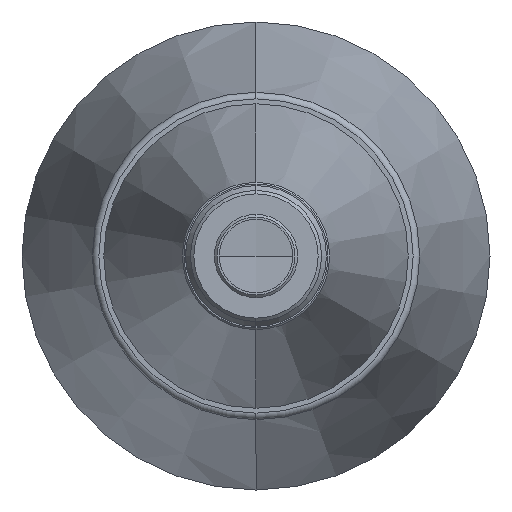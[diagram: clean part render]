
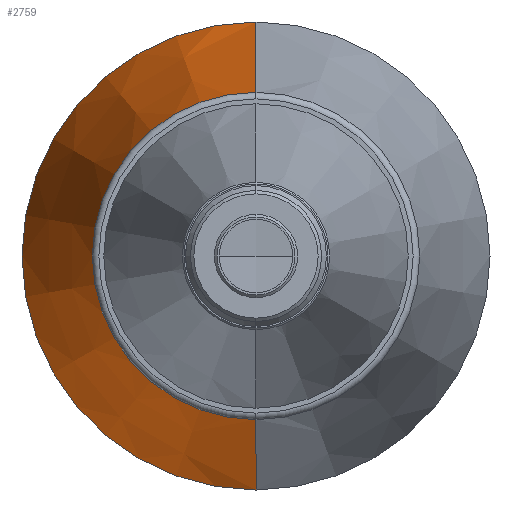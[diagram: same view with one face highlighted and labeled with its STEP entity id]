
A CAD part, left-side view. The second image highlights one B-rep face of the part: STEP entity #2759.
In plain terms, the highlighted conical face has half-angle 13.358 degrees and reference radius 50 mm.
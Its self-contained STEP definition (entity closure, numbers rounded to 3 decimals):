
#7 = AXIS2_PLACEMENT_3D ( 'NONE', #2943, #1372, #4506 ) ;
#73 = VERTEX_POINT ( 'NONE', #4830 ) ;
#167 = CARTESIAN_POINT ( 'NONE',  ( 194.375, 0., -50. ) ) ;
#280 = DIRECTION ( 'NONE',  ( 0., 0., 1. ) ) ;
#406 = ORIENTED_EDGE ( 'NONE', *, *, #2190, .T. ) ;
#644 = VECTOR ( 'NONE', #4831, 1000. ) ;
#681 = EDGE_CURVE ( 'NONE', #73, #1784, #2713, .T. ) ;
#735 = ORIENTED_EDGE ( 'NONE', *, *, #3598, .F. ) ;
#1155 = CARTESIAN_POINT ( 'NONE',  ( 194.375, 0., 50. ) ) ;
#1344 = EDGE_CURVE ( 'NONE', #3047, #1784, #2931, .T. ) ;
#1372 = DIRECTION ( 'NONE',  ( 1., 0., 0. ) ) ;
#1784 = VERTEX_POINT ( 'NONE', #1801 ) ;
#1801 = CARTESIAN_POINT ( 'NONE',  ( 284.915, 0., -71.5 ) ) ;
#1890 = DIRECTION ( 'NONE',  ( 0.973, 0., 0.231 ) ) ;
#1996 = CARTESIAN_POINT ( 'NONE',  ( 194.375, 0., 0. ) ) ;
#2070 = ORIENTED_EDGE ( 'NONE', *, *, #681, .F. ) ;
#2128 = ORIENTED_EDGE ( 'NONE', *, *, #1344, .T. ) ;
#2182 = LINE ( 'NONE', #4606, #3218 ) ;
#2190 = EDGE_CURVE ( 'NONE', #2496, #3047, #2182, .T. ) ;
#2379 = DIRECTION ( 'NONE',  ( 0., 0., 1. ) ) ;
#2496 = VERTEX_POINT ( 'NONE', #1155 ) ;
#2627 = DIRECTION ( 'NONE',  ( -1., 0., 0. ) ) ;
#2713 = LINE ( 'NONE', #167, #644 ) ;
#2759 = ADVANCED_FACE ( 'NONE', ( #3526 ), #4071, .T. ) ;
#2769 = CARTESIAN_POINT ( 'NONE',  ( 284.915, 0., 71.5 ) ) ;
#2931 = CIRCLE ( 'NONE', #4011, 71.5 ) ;
#2943 = CARTESIAN_POINT ( 'NONE',  ( 194.375, 0., 0. ) ) ;
#3047 = VERTEX_POINT ( 'NONE', #2769 ) ;
#3218 = VECTOR ( 'NONE', #1890, 1000. ) ;
#3526 = FACE_OUTER_BOUND ( 'NONE', #4501, .T. ) ;
#3598 = EDGE_CURVE ( 'NONE', #2496, #73, #4541, .T. ) ;
#3980 = AXIS2_PLACEMENT_3D ( 'NONE', #1996, #4720, #2379 ) ;
#4011 = AXIS2_PLACEMENT_3D ( 'NONE', #4964, #2627, #280 ) ;
#4071 = CONICAL_SURFACE ( 'NONE', #7, 50., 0.233 ) ;
#4501 = EDGE_LOOP ( 'NONE', ( #735, #406, #2128, #2070 ) ) ;
#4506 = DIRECTION ( 'NONE',  ( 0., 0., -1. ) ) ;
#4541 = CIRCLE ( 'NONE', #3980, 50. ) ;
#4606 = CARTESIAN_POINT ( 'NONE',  ( 194.375, 0., 50. ) ) ;
#4720 = DIRECTION ( 'NONE',  ( -1., 0., 0. ) ) ;
#4830 = CARTESIAN_POINT ( 'NONE',  ( 194.375, 0., -50. ) ) ;
#4831 = DIRECTION ( 'NONE',  ( 0.973, 0., -0.231 ) ) ;
#4964 = CARTESIAN_POINT ( 'NONE',  ( 284.915, 0., 0. ) ) ;
